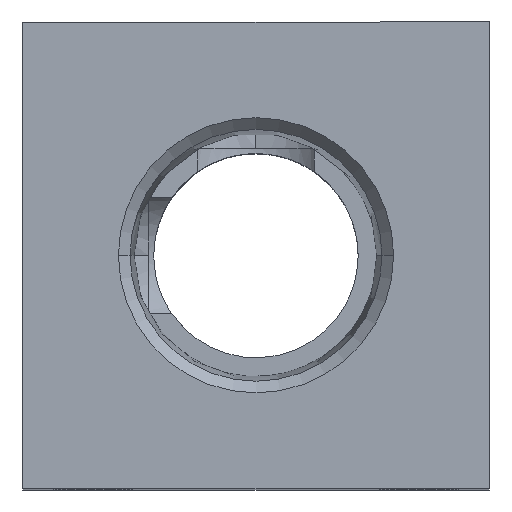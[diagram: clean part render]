
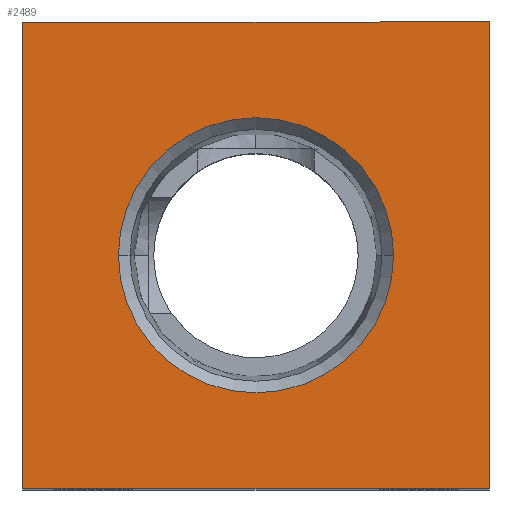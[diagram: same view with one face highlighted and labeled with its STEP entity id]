
A CAD part, top view. The second image highlights one B-rep face of the part: STEP entity #2489.
In plain terms, the highlighted planar face has unit normal (0, 0, 1).
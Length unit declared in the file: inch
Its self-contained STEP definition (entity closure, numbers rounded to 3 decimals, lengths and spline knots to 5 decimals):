
#25 = CARTESIAN_POINT ( 'NONE',  ( -0.5, -0.5, 0.875 ) ) ;
#98 = EDGE_CURVE ( 'NONE', #907, #2534, #2003, .T. ) ;
#126 = DIRECTION ( 'NONE',  ( 1., 0., 0. ) ) ;
#169 = EDGE_LOOP ( 'NONE', ( #1661, #2423 ) ) ;
#216 = DIRECTION ( 'NONE',  ( -1., 0., 0. ) ) ;
#224 = VERTEX_POINT ( 'NONE', #2008 ) ;
#325 = FACE_OUTER_BOUND ( 'NONE', #2663, .T. ) ;
#340 = EDGE_CURVE ( 'NONE', #224, #2380, #1492, .T. ) ;
#391 = CIRCLE ( 'NONE', #1978, 0.29487 ) ;
#415 = ORIENTED_EDGE ( 'NONE', *, *, #2306, .T. ) ;
#469 = DIRECTION ( 'NONE',  ( 0., -1., 0. ) ) ;
#548 = CARTESIAN_POINT ( 'NONE',  ( 0.29487, 0., 0.875 ) ) ;
#589 = VERTEX_POINT ( 'NONE', #1071 ) ;
#614 = DIRECTION ( 'NONE',  ( 1., 0., 0. ) ) ;
#634 = DIRECTION ( 'NONE',  ( 0., 0., 1. ) ) ;
#643 = CARTESIAN_POINT ( 'NONE',  ( 0., 0., 0.875 ) ) ;
#814 = VECTOR ( 'NONE', #2300, 39.37008 ) ;
#886 = VECTOR ( 'NONE', #1757, 39.37008 ) ;
#887 = DIRECTION ( 'NONE',  ( 0., 0., 1. ) ) ;
#907 = VERTEX_POINT ( 'NONE', #548 ) ;
#910 = ORIENTED_EDGE ( 'NONE', *, *, #996, .T. ) ;
#925 = FACE_BOUND ( 'NONE', #169, .T. ) ;
#996 = EDGE_CURVE ( 'NONE', #589, #224, #1959, .T. ) ;
#1044 = CARTESIAN_POINT ( 'NONE',  ( -0.29487, 0., 0.875 ) ) ;
#1071 = CARTESIAN_POINT ( 'NONE',  ( -0.5, -0.5, 0.875 ) ) ;
#1112 = CARTESIAN_POINT ( 'NONE',  ( 0.5, 0.5, 0.875 ) ) ;
#1205 = CARTESIAN_POINT ( 'NONE',  ( -0.5, 0.5, 0.875 ) ) ;
#1224 = VERTEX_POINT ( 'NONE', #1205 ) ;
#1242 = CARTESIAN_POINT ( 'NONE',  ( 0., 0., 0.875 ) ) ;
#1319 = VECTOR ( 'NONE', #469, 39.37008 ) ;
#1372 = ORIENTED_EDGE ( 'NONE', *, *, #2222, .T. ) ;
#1449 = LINE ( 'NONE', #1112, #2461 ) ;
#1474 = DIRECTION ( 'NONE',  ( 0., 0., 1. ) ) ;
#1492 = LINE ( 'NONE', #1755, #886 ) ;
#1661 = ORIENTED_EDGE ( 'NONE', *, *, #98, .F. ) ;
#1755 = CARTESIAN_POINT ( 'NONE',  ( 0.5, -0.5, 0.875 ) ) ;
#1757 = DIRECTION ( 'NONE',  ( 0., 1., 0. ) ) ;
#1779 = ORIENTED_EDGE ( 'NONE', *, *, #340, .T. ) ;
#1820 = CARTESIAN_POINT ( 'NONE',  ( 0.5, 0.5, 0.875 ) ) ;
#1959 = LINE ( 'NONE', #2289, #814 ) ;
#1978 = AXIS2_PLACEMENT_3D ( 'NONE', #2161, #887, #2359 ) ;
#2003 = CIRCLE ( 'NONE', #2523, 0.29487 ) ;
#2008 = CARTESIAN_POINT ( 'NONE',  ( 0.5, -0.5, 0.875 ) ) ;
#2161 = CARTESIAN_POINT ( 'NONE',  ( 0., 0., 0.875 ) ) ;
#2181 = EDGE_CURVE ( 'NONE', #2534, #907, #391, .T. ) ;
#2222 = EDGE_CURVE ( 'NONE', #2380, #1224, #1449, .T. ) ;
#2289 = CARTESIAN_POINT ( 'NONE',  ( 0.5, -0.5, 0.875 ) ) ;
#2300 = DIRECTION ( 'NONE',  ( 1., 0., 0. ) ) ;
#2306 = EDGE_CURVE ( 'NONE', #1224, #589, #2336, .T. ) ;
#2336 = LINE ( 'NONE', #25, #1319 ) ;
#2359 = DIRECTION ( 'NONE',  ( 1., 0., 0. ) ) ;
#2380 = VERTEX_POINT ( 'NONE', #1820 ) ;
#2423 = ORIENTED_EDGE ( 'NONE', *, *, #2181, .F. ) ;
#2461 = VECTOR ( 'NONE', #216, 39.37008 ) ;
#2469 = PLANE ( 'NONE',  #2714 ) ;
#2489 = ADVANCED_FACE ( 'NONE', ( #925, #325 ), #2469, .T. ) ;
#2523 = AXIS2_PLACEMENT_3D ( 'NONE', #643, #634, #614 ) ;
#2534 = VERTEX_POINT ( 'NONE', #1044 ) ;
#2663 = EDGE_LOOP ( 'NONE', ( #415, #910, #1779, #1372 ) ) ;
#2714 = AXIS2_PLACEMENT_3D ( 'NONE', #1242, #1474, #126 ) ;
